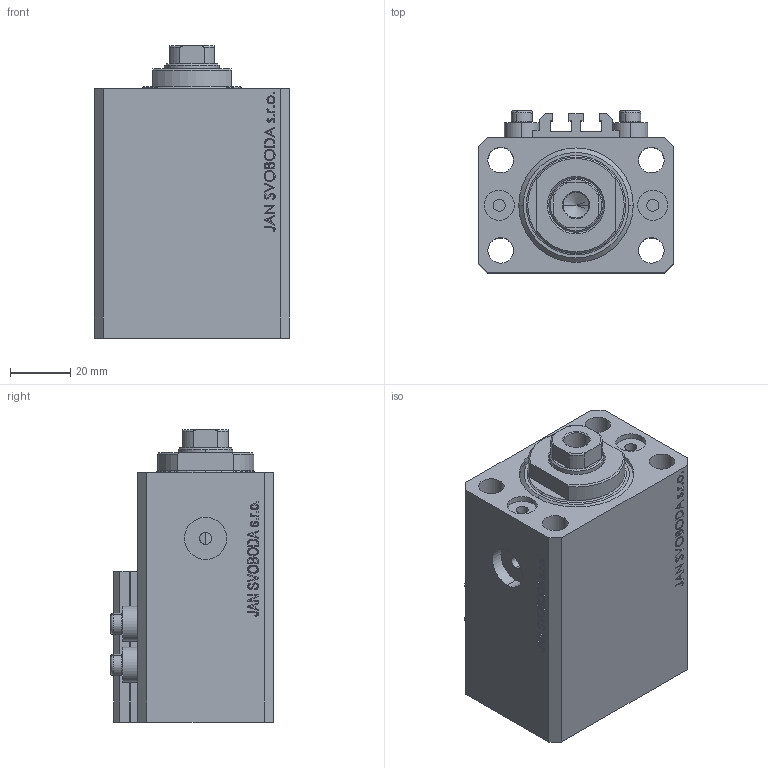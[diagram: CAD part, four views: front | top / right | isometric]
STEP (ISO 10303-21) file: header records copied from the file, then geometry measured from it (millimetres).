
FILE_DESCRIPTION (( 'STEP AP203' ), '1' );
FILE_NAME ('517d.STEP', '2024-03-04T05:27:43', ( '' ), ( '' ), 'SwSTEP 2.0', 'SolidWorks 2019', '' );
FILE_SCHEMA (( 'CONFIG_CONTROL_DESIGN' ));
Length unit declared in the file: millimetre
Products named in the file (5): ALLEN BOLT V250CE eae13ebbb1f3d7a74004f6decfb6f3c6; V250CE_C_VCP eae13ebbb1f3d7a74004f6decfb6f3c6; V250CE_C_Body eae13ebbb1f3d7a74004f6decfb6f3c6; V250CE_VC_C eae13ebbb1f3d7a74004f6decfb6f3c6; 517d
Assembly tree (7 placements, depth 2):
  517d
    V250CE_C_Body eae13ebbb1f3d7a74004f6decfb6f3c6
    ALLEN BOLT V250CE eae13ebbb1f3d7a74004f6decfb6f3c6  x4
    V250CE_C_VCP eae13ebbb1f3d7a74004f6decfb6f3c6
    V250CE_VC_C eae13ebbb1f3d7a74004f6decfb6f3c6
Bounding box: 65 x 54 x 97 mm (x, y, z)
Volume: 227357.6 mm3; surface area: 60599.6 mm2
Topology: 8 solids, 8 shells, 1034 faces, 2598 edges, 1699 vertices
Faces by surface type: plane 504, bspline 374, cylinder 86, cone 56, torus 14
Entity records: 47226 total; most frequent: CARTESIAN_POINT 25876, ORIENTED_EDGE 4886, DIRECTION 3033, EDGE_CURVE 2443, VERTEX_POINT 1615, LINE 1485, VECTOR 1485, EDGE_LOOP 1082
